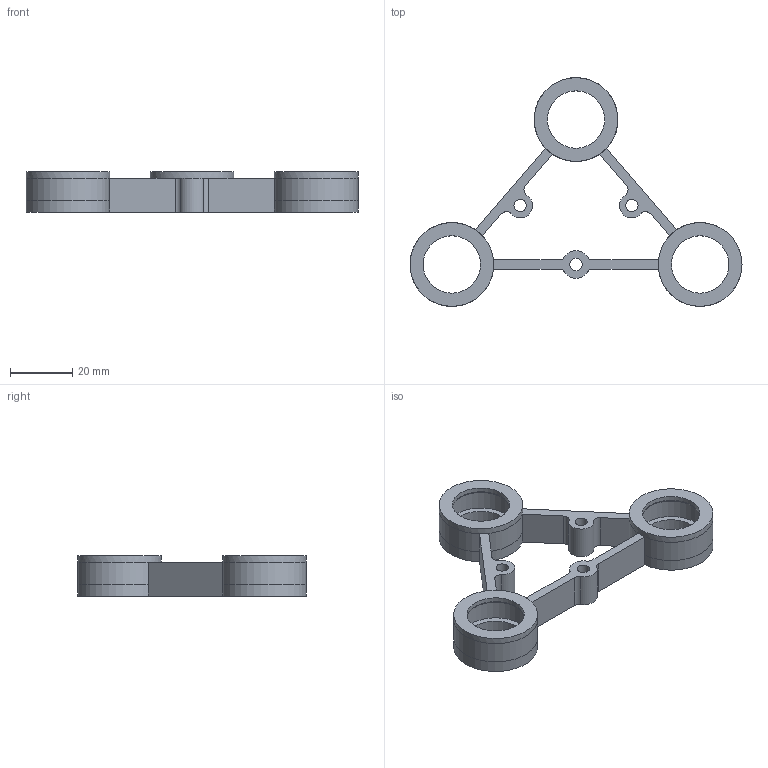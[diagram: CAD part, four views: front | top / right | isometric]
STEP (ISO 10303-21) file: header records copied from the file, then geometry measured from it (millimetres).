
FILE_DESCRIPTION(('FreeCAD Model'),'2;1');
FILE_NAME('Open CASCADE Shape Model','2024-11-11T20:17:15',(''),(''), 'Open CASCADE STEP processor 7.7','FreeCAD','Unknown');
FILE_SCHEMA(('AUTOMOTIVE_DESIGN { 1 0 10303 214 1 1 1 1 }'));
Length unit declared in the file: millimetre
Products named in the file (1): support platform
Bounding box: 107 x 73.7 x 13 mm (x, y, z)
Volume: 14401.4 mm3; surface area: 12350.7 mm2
Topology: 1 solids, 1 shells, 78 faces, 181 edges, 112 vertices
Faces by surface type: cylinder 41, plane 31, torus 6
Full cylindrical faces by diameter (mm): 4 x3, 18.5 x6, 22.2 x3, 27 x3
Entity records: 2291 total; most frequent: DIRECTION 443, CARTESIAN_POINT 372, ORIENTED_EDGE 362, AXIS2_PLACEMENT_3D 183, EDGE_CURVE 181, VERTEX_POINT 112, CIRCLE 104, FACE_BOUND 99
